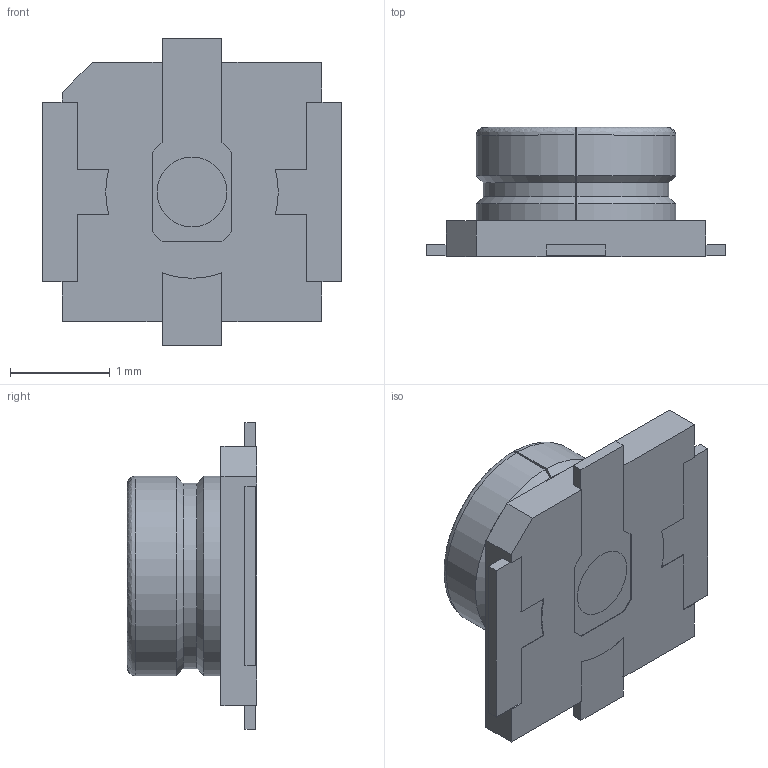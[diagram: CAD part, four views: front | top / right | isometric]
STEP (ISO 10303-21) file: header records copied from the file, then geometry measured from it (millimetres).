
FILE_DESCRIPTION (( 'STEP AP214' ), '1' );
FILE_NAME ('C7ECC08C-9AD3-4878-97EF-F283569EE66F.STEP', '2022-09-22T14:03:05', ( '' ), ( '' ), 'SwSTEP 2.0', 'SolidWorks 2022', '' );
FILE_SCHEMA (( 'AUTOMOTIVE_DESIGN' ));
Length unit declared in the file: millimetre
Products named in the file (1): C7ECC08C-9AD3-4878-97EF-F283569EE66F
Bounding box: 3 x 1.3 x 3.08 mm (x, y, z)
Volume: 3.2 mm3; surface area: 41.8 mm2
Topology: 8 solids, 8 shells, 108 faces, 270 edges, 178 vertices
Faces by surface type: plane 77, cylinder 20, cone 7, bspline 2, torus 2
Entity records: 3441 total; most frequent: CARTESIAN_POINT 719, ORIENTED_EDGE 540, DIRECTION 528, EDGE_CURVE 270, VECTOR 210, LINE 210, VERTEX_POINT 178, AXIS2_PLACEMENT_3D 159
